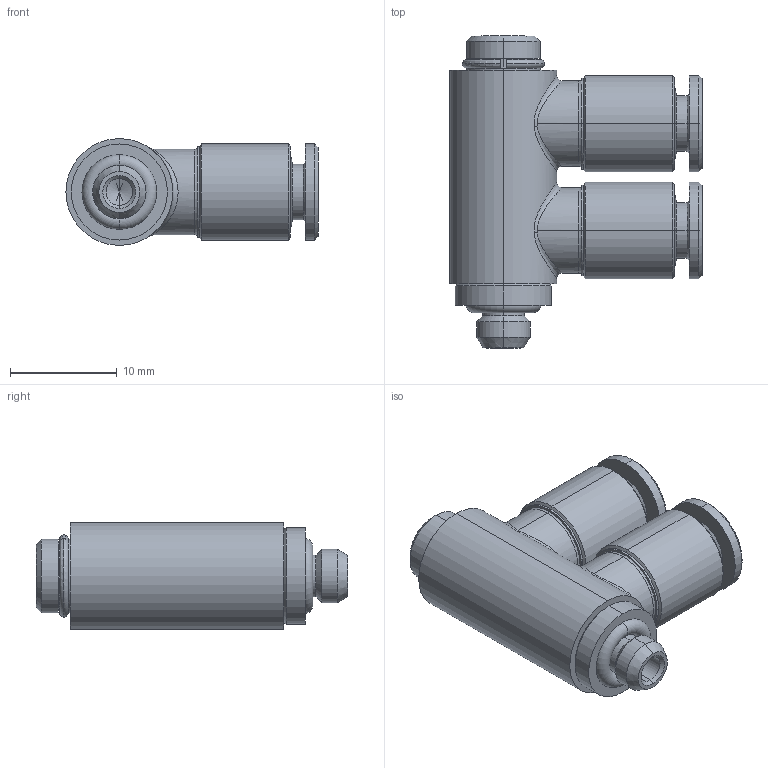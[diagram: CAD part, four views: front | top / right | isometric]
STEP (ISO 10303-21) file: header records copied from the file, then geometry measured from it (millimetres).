
FILE_DESCRIPTION (( 'STEP AP203' ), '1' );
FILE_NAME ('A0310010.STEP', '2009-04-09T11:51:51', ( '' ), ( 'sopra-pneumatic' ), 'SwSTEP 2.0', 'SolidWorks 2009', '' );
FILE_SCHEMA (( 'CONFIG_CONTROL_DESIGN' ));
Length unit declared in the file: millimetre
Products named in the file (1): A0310010
Bounding box: 23.6 x 29.2 x 10 mm (x, y, z)
Volume: 2922.3 mm3; surface area: 2602.1 mm2
Topology: 2 solids, 2 shells, 136 faces, 290 edges, 168 vertices
Faces by surface type: cylinder 46, cone 44, plane 34, torus 8, bspline 4
Entity records: 4567 total; most frequent: CARTESIAN_POINT 1537, DIRECTION 668, ORIENTED_EDGE 572, EDGE_CURVE 286, AXIS2_PLACEMENT_3D 277, VERTEX_POINT 168, EDGE_LOOP 154, CIRCLE 144
